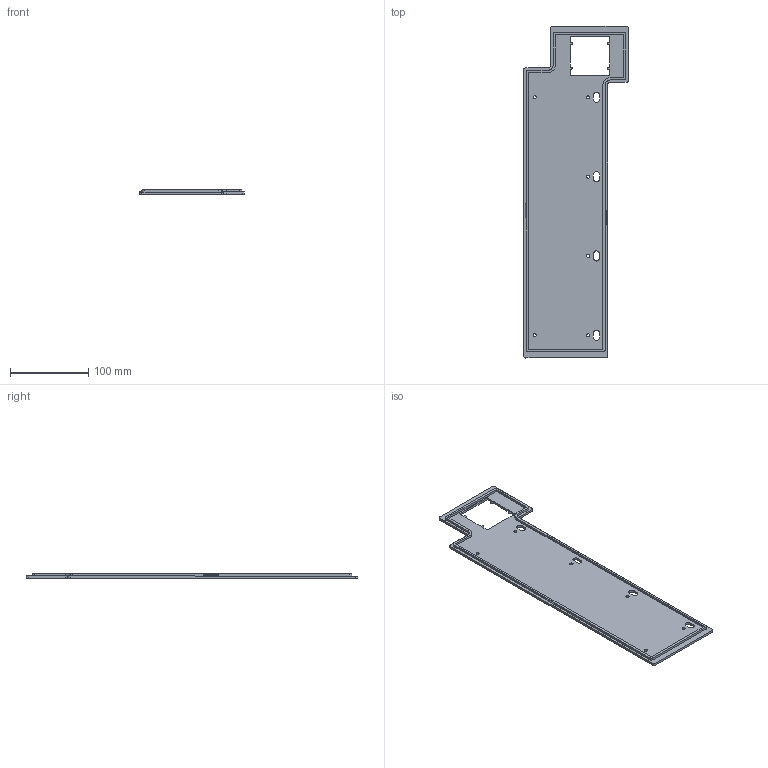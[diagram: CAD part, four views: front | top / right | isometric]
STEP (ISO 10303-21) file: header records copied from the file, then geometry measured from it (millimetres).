
FILE_DESCRIPTION(/* description */ (''),/* implementation_level */ '2;1');
FILE_NAME(/* name */ 'Lid.step',/* time_stamp */ '2024-03-20T15:47:46Z',/* author */ (''),/* organization */ (''),/* preprocessor_version */ 'ST-DEVELOPER v20',/* originating_system */ 'Autodesk Translation Framework v12.20.1.177',/* authorisation */ '');
FILE_SCHEMA (('AUTOMOTIVE_DESIGN { 1 0 10303 214 3 1 1 }','INTEGRATED_CNC_SCHEMA'));
Length unit declared in the file: millimetre
Products named in the file (1): Lid
Bounding box: 134.21 x 425.54 x 6 mm (x, y, z)
Volume: 138396.6 mm3; surface area: 96900.1 mm2
Topology: 1 solids, 1 shells, 104 faces, 294 edges, 196 vertices
Faces by surface type: plane 64, cylinder 40
Full cylindrical faces by diameter (mm): 3.973 x6
Entity records: 3455 total; most frequent: CARTESIAN_POINT 595, ORIENTED_EDGE 588, DIRECTION 584, EDGE_CURVE 294, LINE 214, VECTOR 214, VERTEX_POINT 196, AXIS2_PLACEMENT_3D 185
